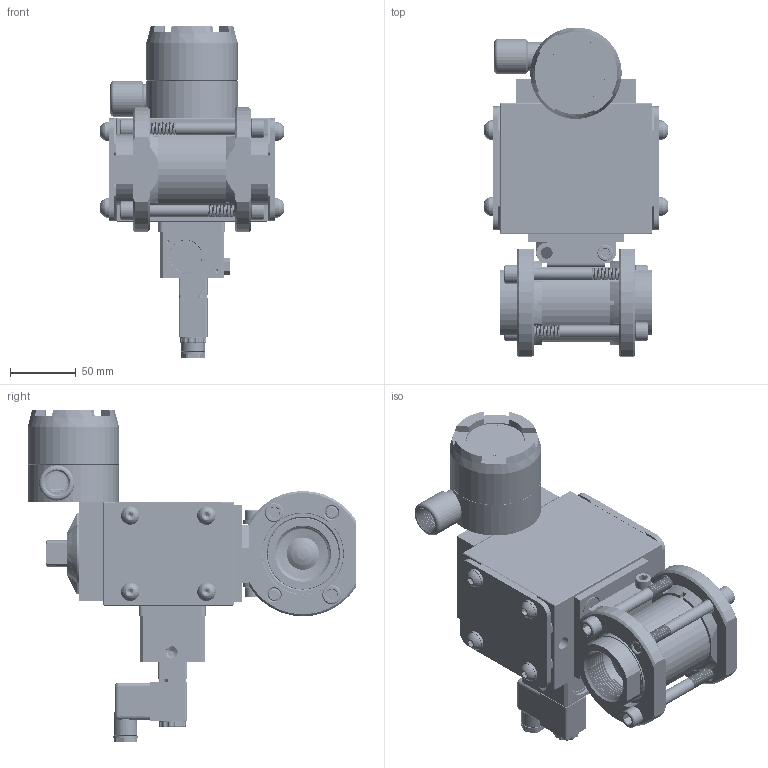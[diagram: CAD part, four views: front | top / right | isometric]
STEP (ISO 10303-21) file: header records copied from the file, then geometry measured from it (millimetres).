
FILE_DESCRIPTION (( 'STEP AP203' ), '1' );
FILE_NAME ('21XXSESA522DGPDSLS.step', '2018-04-12T12:17:34', ( '' ), ( '' ), 'SwSTEP 2.0', 'SolidWorks 2017', '' );
FILE_SCHEMA (( 'CONFIG_CONTROL_DESIGN' ));
Products named in the file (1): 21XXSESA522DGPDSLS
Bounding box: 139.51 x 249.71 x 252.15 mm (x, y, z)
Volume: 1289595.4 mm3; surface area: 434723.9 mm2
Topology: 66 solids, 66 shells, 3882 faces, 9969 edges, 6248 vertices
Faces by surface type: cylinder 1796, plane 992, cone 771, bspline 161, torus 140, sphere 22
Entity records: 201645 total; most frequent: CARTESIAN_POINT 111343, ORIENTED_EDGE 19682, DIRECTION 18380, EDGE_CURVE 9841, AXIS2_PLACEMENT_3D 7089, VERTEX_POINT 6244, EDGE_LOOP 4249, LINE 4202
